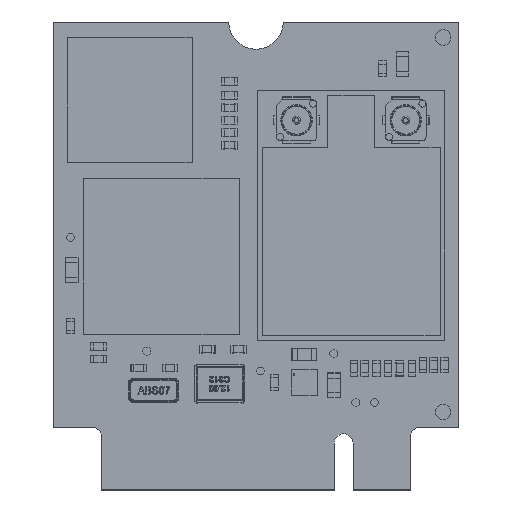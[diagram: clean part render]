
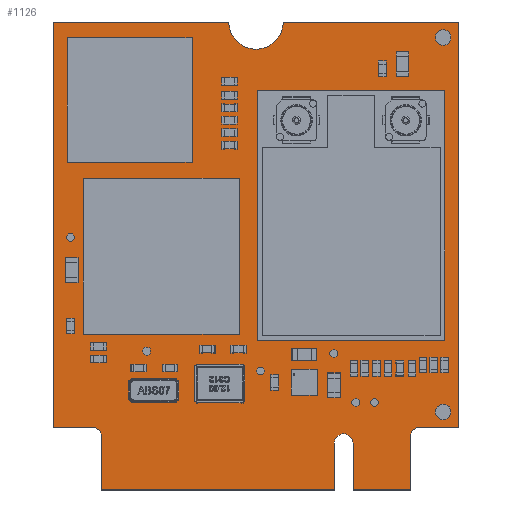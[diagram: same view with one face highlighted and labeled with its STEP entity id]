
A CAD part, top view. The second image highlights one B-rep face of the part: STEP entity #1126.
In plain terms, the highlighted planar face has unit normal (0, 0, 1).
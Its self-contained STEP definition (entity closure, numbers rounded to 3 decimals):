
#605 = VERTEX_POINT('',#606);
#606 = CARTESIAN_POINT('',(16.025,0.,0.809));
#612 = EDGE_CURVE('',#605,#613,#615,.T.);
#613 = VERTEX_POINT('',#614);
#614 = CARTESIAN_POINT('',(1.075,0.,0.809));
#615 = LINE('',#616,#617);
#616 = CARTESIAN_POINT('',(16.025,0.,0.809));
#617 = VECTOR('',#618,1.);
#618 = DIRECTION('',(-1.,0.,0.));
#645 = VERTEX_POINT('',#646);
#646 = CARTESIAN_POINT('',(16.025,3.,0.809));
#652 = EDGE_CURVE('',#645,#605,#653,.T.);
#653 = LINE('',#654,#655);
#654 = CARTESIAN_POINT('',(16.025,3.,0.809));
#655 = VECTOR('',#656,1.);
#656 = DIRECTION('',(0.,-1.,0.));
#676 = VERTEX_POINT('',#677);
#677 = CARTESIAN_POINT('',(17.225,3.,0.809));
#683 = EDGE_CURVE('',#676,#645,#684,.T.);
#684 = CIRCLE('',#685,0.6);
#685 = AXIS2_PLACEMENT_3D('',#686,#687,#688);
#686 = CARTESIAN_POINT('',(16.625,3.,0.809));
#687 = DIRECTION('',(0.,0.,1.));
#688 = DIRECTION('',(1.,0.,0.));
#709 = VERTEX_POINT('',#710);
#710 = CARTESIAN_POINT('',(17.225,0.,0.809));
#716 = EDGE_CURVE('',#709,#676,#717,.T.);
#717 = LINE('',#718,#719);
#718 = CARTESIAN_POINT('',(17.225,0.,0.809));
#719 = VECTOR('',#720,1.);
#720 = DIRECTION('',(0.,1.,0.));
#740 = VERTEX_POINT('',#741);
#741 = CARTESIAN_POINT('',(20.925,0.,0.809));
#747 = EDGE_CURVE('',#740,#709,#748,.T.);
#748 = LINE('',#749,#750);
#749 = CARTESIAN_POINT('',(20.925,0.,0.809));
#750 = VECTOR('',#751,1.);
#751 = DIRECTION('',(-1.,0.,0.));
#771 = VERTEX_POINT('',#772);
#772 = CARTESIAN_POINT('',(20.925,3.5,0.809));
#778 = EDGE_CURVE('',#771,#740,#779,.T.);
#779 = LINE('',#780,#781);
#780 = CARTESIAN_POINT('',(20.925,3.5,0.809));
#781 = VECTOR('',#782,1.);
#782 = DIRECTION('',(0.,-1.,0.));
#802 = VERTEX_POINT('',#803);
#803 = CARTESIAN_POINT('',(21.425,4.,0.809));
#809 = EDGE_CURVE('',#802,#771,#810,.T.);
#810 = CIRCLE('',#811,0.498);
#811 = AXIS2_PLACEMENT_3D('',#812,#813,#814);
#812 = CARTESIAN_POINT('',(21.423,3.502,0.809));
#813 = DIRECTION('',(0.,0.,1.));
#814 = DIRECTION('',(0.003,1.,0.));
#835 = VERTEX_POINT('',#836);
#836 = CARTESIAN_POINT('',(24.,4.,0.809));
#842 = EDGE_CURVE('',#835,#802,#843,.T.);
#843 = LINE('',#844,#845);
#844 = CARTESIAN_POINT('',(24.,4.,0.809));
#845 = VECTOR('',#846,1.);
#846 = DIRECTION('',(-1.,0.,0.));
#866 = VERTEX_POINT('',#867);
#867 = CARTESIAN_POINT('',(24.,30.,0.809));
#873 = EDGE_CURVE('',#866,#835,#874,.T.);
#874 = LINE('',#875,#876);
#875 = CARTESIAN_POINT('',(24.,30.,0.809));
#876 = VECTOR('',#877,1.);
#877 = DIRECTION('',(0.,-1.,0.));
#897 = VERTEX_POINT('',#898);
#898 = CARTESIAN_POINT('',(12.75,30.,0.809));
#904 = EDGE_CURVE('',#897,#866,#905,.T.);
#905 = LINE('',#906,#907);
#906 = CARTESIAN_POINT('',(-2.,30.,0.809));
#907 = VECTOR('',#908,1.);
#908 = DIRECTION('',(1.,0.,0.));
#928 = VERTEX_POINT('',#929);
#929 = CARTESIAN_POINT('',(9.25,30.,0.809));
#935 = EDGE_CURVE('',#928,#897,#936,.T.);
#936 = CIRCLE('',#937,1.75);
#937 = AXIS2_PLACEMENT_3D('',#938,#939,#940);
#938 = CARTESIAN_POINT('',(11.,30.,0.809));
#939 = DIRECTION('',(0.,0.,1.));
#940 = DIRECTION('',(1.,0.,0.));
#961 = VERTEX_POINT('',#962);
#962 = CARTESIAN_POINT('',(-2.,30.,0.809));
#968 = EDGE_CURVE('',#961,#928,#969,.T.);
#969 = LINE('',#970,#971);
#970 = CARTESIAN_POINT('',(-2.,30.,0.809));
#971 = VECTOR('',#972,1.);
#972 = DIRECTION('',(1.,0.,0.));
#992 = VERTEX_POINT('',#993);
#993 = CARTESIAN_POINT('',(-2.,4.,0.809));
#999 = EDGE_CURVE('',#992,#961,#1000,.T.);
#1000 = LINE('',#1001,#1002);
#1001 = CARTESIAN_POINT('',(-2.,4.,0.809));
#1002 = VECTOR('',#1003,1.);
#1003 = DIRECTION('',(0.,1.,0.));
#1023 = VERTEX_POINT('',#1024);
#1024 = CARTESIAN_POINT('',(0.575,4.,0.809));
#1030 = EDGE_CURVE('',#1023,#992,#1031,.T.);
#1031 = LINE('',#1032,#1033);
#1032 = CARTESIAN_POINT('',(0.575,4.,0.809));
#1033 = VECTOR('',#1034,1.);
#1034 = DIRECTION('',(-1.,0.,0.));
#1054 = VERTEX_POINT('',#1055);
#1055 = CARTESIAN_POINT('',(1.075,3.5,0.809));
#1061 = EDGE_CURVE('',#1054,#1023,#1062,.T.);
#1062 = CIRCLE('',#1063,0.498);
#1063 = AXIS2_PLACEMENT_3D('',#1064,#1065,#1066);
#1064 = CARTESIAN_POINT('',(0.577,3.502,0.809));
#1065 = DIRECTION('',(0.,0.,1.));
#1066 = DIRECTION('',(1.,-0.003,0.));
#1085 = EDGE_CURVE('',#613,#1054,#1086,.T.);
#1086 = LINE('',#1087,#1088);
#1087 = CARTESIAN_POINT('',(1.075,0.,0.809));
#1088 = VECTOR('',#1089,1.);
#1089 = DIRECTION('',(0.,1.,0.));
#1126 = ADVANCED_FACE('',(#1127),#1145,.F.);
#1127 = FACE_BOUND('',#1128,.F.);
#1128 = EDGE_LOOP('',(#1129,#1130,#1131,#1132,#1133,#1134,#1135,#1136,
    #1137,#1138,#1139,#1140,#1141,#1142,#1143,#1144));
#1129 = ORIENTED_EDGE('',*,*,#612,.T.);
#1130 = ORIENTED_EDGE('',*,*,#1085,.T.);
#1131 = ORIENTED_EDGE('',*,*,#1061,.T.);
#1132 = ORIENTED_EDGE('',*,*,#1030,.T.);
#1133 = ORIENTED_EDGE('',*,*,#999,.T.);
#1134 = ORIENTED_EDGE('',*,*,#968,.T.);
#1135 = ORIENTED_EDGE('',*,*,#935,.T.);
#1136 = ORIENTED_EDGE('',*,*,#904,.T.);
#1137 = ORIENTED_EDGE('',*,*,#873,.T.);
#1138 = ORIENTED_EDGE('',*,*,#842,.T.);
#1139 = ORIENTED_EDGE('',*,*,#809,.T.);
#1140 = ORIENTED_EDGE('',*,*,#778,.T.);
#1141 = ORIENTED_EDGE('',*,*,#747,.T.);
#1142 = ORIENTED_EDGE('',*,*,#716,.T.);
#1143 = ORIENTED_EDGE('',*,*,#683,.T.);
#1144 = ORIENTED_EDGE('',*,*,#652,.T.);
#1145 = PLANE('',#1146);
#1146 = AXIS2_PLACEMENT_3D('',#1147,#1148,#1149);
#1147 = CARTESIAN_POINT('',(1.075,0.,0.809));
#1148 = DIRECTION('',(0.,0.,-1.));
#1149 = DIRECTION('',(-1.,0.,0.));
